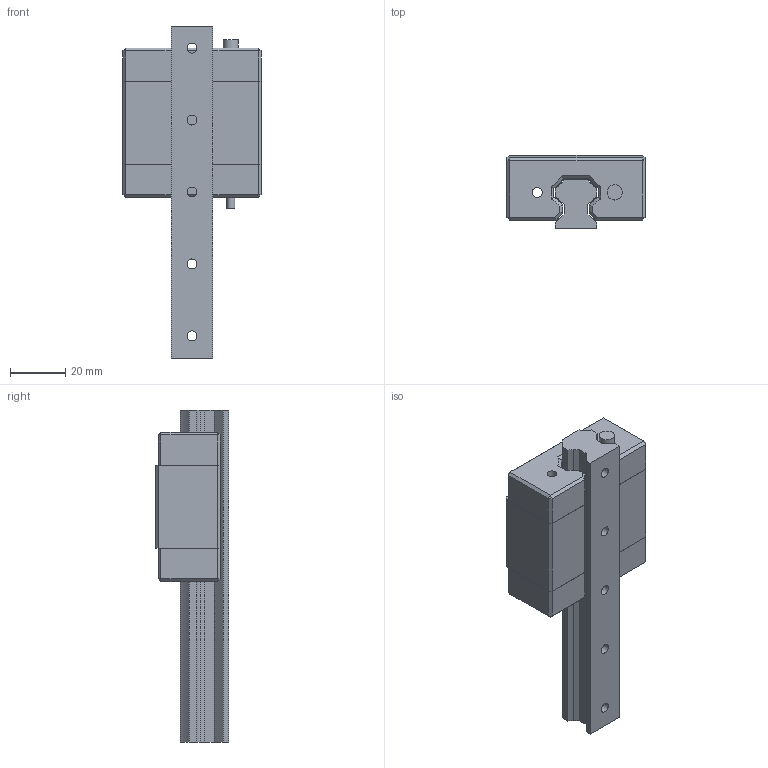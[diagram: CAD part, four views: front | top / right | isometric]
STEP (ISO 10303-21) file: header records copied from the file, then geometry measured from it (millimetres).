
FILE_DESCRIPTION(/* description */ (''),/* implementation_level */ '2;1');
FILE_NAME(/* name */ '3D_PRINTED_LINEAR_GUIDE.step',/* time_stamp */ '2020-10-04T13:44:10+09:00',/* author */ (''),/* organization */ (''),/* preprocessor_version */ 'ST-DEVELOPER v18.1',/* originating_system */ 'Autodesk Translation Framework v9.3.0.1241',/* authorisation */ '');
FILE_SCHEMA (('AUTOMOTIVE_DESIGN { 1 0 10303 214 3 1 1 }'));
Length unit declared in the file: millimetre
Products named in the file (6): リニアガイド; BLOCK; RAIL; SCREW; BALLS; END_CAP
Assembly tree (6 placements, depth 2):
  リニアガイド
    BLOCK
    RAIL
    SCREW
    END_CAP  x2
    BALLS
Bounding box: 50 x 26.5 x 120 mm (x, y, z)
Volume: 69375.3 mm3; surface area: 38925 mm2
Topology: 69 solids, 69 shells, 268 faces, 704 edges, 452 vertices
Faces by surface type: plane 142, sphere 64, cylinder 46, cone 8, torus 8
Full cylindrical faces by diameter (mm): 3 x1, 3.5 x8, 3.6 x11, 5.5 x1, 6 x5, 6.2 x4
Entity records: 6308 total; most frequent: CARTESIAN_POINT 1150, DIRECTION 1050, ORIENTED_EDGE 880, EDGE_CURVE 440, AXIS2_PLACEMENT_3D 394, VERTEX_POINT 370, EDGE_LOOP 268, LINE 262
